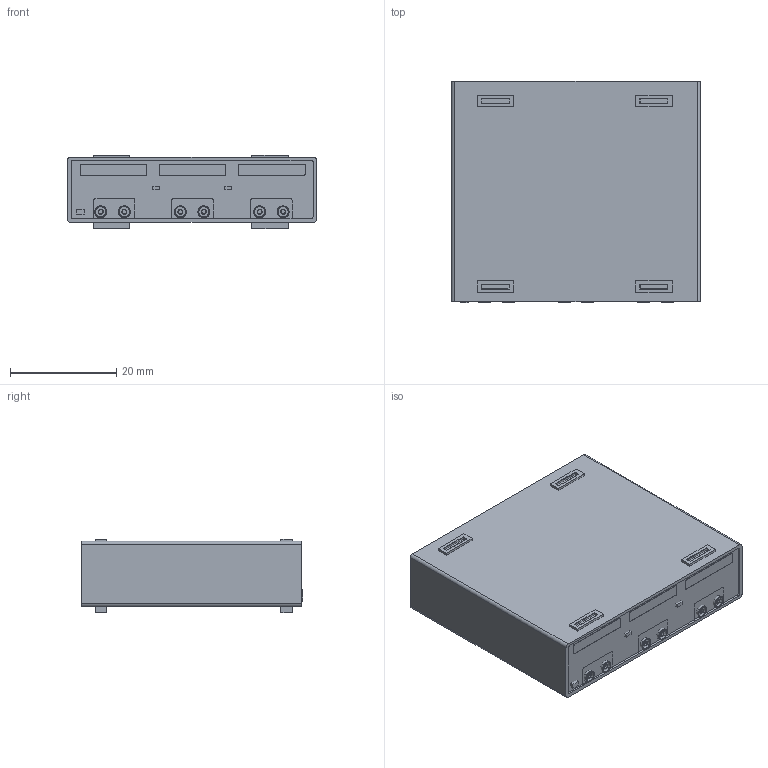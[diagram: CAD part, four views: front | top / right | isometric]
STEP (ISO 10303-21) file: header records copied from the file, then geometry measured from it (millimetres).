
FILE_DESCRIPTION(/* description */ (''),/* implementation_level */ '2;1');
FILE_NAME(/* name */ 'Fuente dual',/* time_stamp */ '2020-07-09T21:01:56-05:00',/* author */ (''),/* organization */ (''),/* preprocessor_version */ 'ST-DEVELOPER v15',/* originating_system */ '',/* authorisation */ '');
FILE_SCHEMA (('AUTOMOTIVE_DESIGN'));
Length unit declared in the file: millimetre
Products named in the file (1): Document
Bounding box: 46.87 x 41.7 x 13.92 mm (x, y, z)
Volume: 23894.7 mm3; surface area: 6931.7 mm2
Topology: 22 solids, 25 shells, 377 faces, 826 edges, 530 vertices
Faces by surface type: bspline 196, plane 181
Entity records: 11324 total; most frequent: CARTESIAN_POINT 6214, ORIENTED_EDGE 1643, EDGE_CURVE 823, VERTEX_POINT 527, EDGE_LOOP 421, ADVANCED_FACE 377, FACE_OUTER_BOUND 377, B_SPLINE_CURVE_WITH_KNOTS 244
